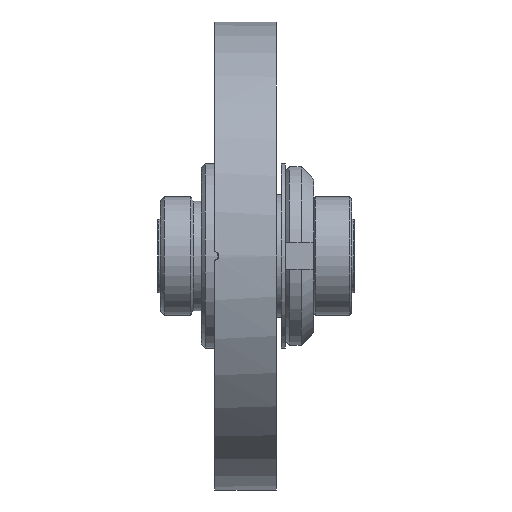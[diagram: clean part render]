
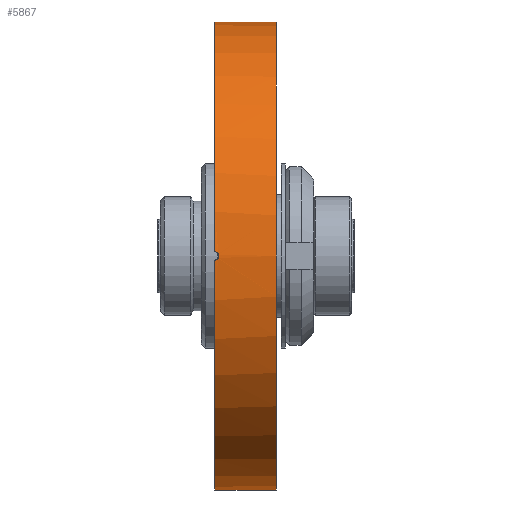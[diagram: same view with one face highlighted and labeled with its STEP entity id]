
A CAD part, left-side view. The second image highlights one B-rep face of the part: STEP entity #5867.
In plain terms, the highlighted cylindrical face has radius 57.15 mm (diameter 114.3 mm), a partial arc.
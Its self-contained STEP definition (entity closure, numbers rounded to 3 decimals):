
#16 = CARTESIAN_POINT ( 'NONE',  ( -57.141, 0., -1. ) ) ;
#37 = EDGE_CURVE ( 'NONE', #1933, #2171, #298, .T. ) ;
#104 = CIRCLE ( 'NONE', #1286, 57.15 ) ;
#243 = ORIENTED_EDGE ( 'NONE', *, *, #6832, .F. ) ;
#298 = CIRCLE ( 'NONE', #5530, 57.15 ) ;
#381 = ORIENTED_EDGE ( 'NONE', *, *, #3784, .F. ) ;
#388 = LINE ( 'NONE', #1592, #2628 ) ;
#394 = CARTESIAN_POINT ( 'NONE',  ( 0., -15., -57.15 ) ) ;
#572 = CARTESIAN_POINT ( 'NONE',  ( -57.147, -0.799, 0.615 ) ) ;
#576 = VECTOR ( 'NONE', #2007, 1000. ) ;
#615 = CARTESIAN_POINT ( 'NONE',  ( -57.148, -0.874, -0.503 ) ) ;
#813 = AXIS2_PLACEMENT_3D ( 'NONE', #5044, #1688, #7363 ) ;
#837 = VERTEX_POINT ( 'NONE', #4381 ) ;
#928 = CARTESIAN_POINT ( 'NONE',  ( 0., 0., -57.15 ) ) ;
#975 = VERTEX_POINT ( 'NONE', #16 ) ;
#1283 = ORIENTED_EDGE ( 'NONE', *, *, #37, .T. ) ;
#1284 = ORIENTED_EDGE ( 'NONE', *, *, #2641, .T. ) ;
#1286 = AXIS2_PLACEMENT_3D ( 'NONE', #2131, #2746, #3289 ) ;
#1549 = DIRECTION ( 'NONE',  ( 0., 1., 0. ) ) ;
#1592 = CARTESIAN_POINT ( 'NONE',  ( 0., -15., 57.15 ) ) ;
#1608 = B_SPLINE_CURVE_WITH_KNOTS ( 'NONE', 3,
 ( #4074, #1825, #4118, #7042, #6941, #572, #6404, #3508, #5833, #6478, #7472, #615, #2244, #3469, #4579, #7005 ),
 .UNSPECIFIED., .F., .F.,
 ( 4, 2, 2, 2, 2, 2, 2, 4 ),
 ( 0., 0., 0.001, 0.001, 0.002, 0.002, 0.002, 0.003 ),
 .UNSPECIFIED. ) ;
#1688 = DIRECTION ( 'NONE',  ( 0., 1., 0. ) ) ;
#1825 = CARTESIAN_POINT ( 'NONE',  ( -57.141, -0.132, 1. ) ) ;
#1933 = VERTEX_POINT ( 'NONE', #2825 ) ;
#2007 = DIRECTION ( 'NONE',  ( 0., 1., 0. ) ) ;
#2129 = LINE ( 'NONE', #394, #576 ) ;
#2131 = CARTESIAN_POINT ( 'NONE',  ( 0., 0., 0. ) ) ;
#2146 = VERTEX_POINT ( 'NONE', #928 ) ;
#2171 = VERTEX_POINT ( 'NONE', #2566 ) ;
#2244 = CARTESIAN_POINT ( 'NONE',  ( -57.147, -0.801, -0.613 ) ) ;
#2565 = EDGE_LOOP ( 'NONE', ( #6131, #1283, #3428, #381, #1284, #243 ) ) ;
#2566 = CARTESIAN_POINT ( 'NONE',  ( 0., -15., 57.15 ) ) ;
#2628 = VECTOR ( 'NONE', #5990, 1000. ) ;
#2641 = EDGE_CURVE ( 'NONE', #3006, #975, #1608, .T. ) ;
#2696 = CARTESIAN_POINT ( 'NONE',  ( 0., -15., 0. ) ) ;
#2746 = DIRECTION ( 'NONE',  ( 0., 1., 0. ) ) ;
#2825 = CARTESIAN_POINT ( 'NONE',  ( 0., -15., -57.15 ) ) ;
#2959 = FACE_OUTER_BOUND ( 'NONE', #2565, .T. ) ;
#3006 = VERTEX_POINT ( 'NONE', #5806 ) ;
#3158 = EDGE_CURVE ( 'NONE', #2171, #837, #388, .T. ) ;
#3289 = DIRECTION ( 'NONE',  ( 0., 0., 1. ) ) ;
#3291 = AXIS2_PLACEMENT_3D ( 'NONE', #6955, #5209, #5140 ) ;
#3428 = ORIENTED_EDGE ( 'NONE', *, *, #3158, .T. ) ;
#3469 = CARTESIAN_POINT ( 'NONE',  ( -57.143, -0.521, -0.893 ) ) ;
#3508 = CARTESIAN_POINT ( 'NONE',  ( -57.15, -0.974, 0.263 ) ) ;
#3784 = EDGE_CURVE ( 'NONE', #3006, #837, #4110, .T. ) ;
#4074 = CARTESIAN_POINT ( 'NONE',  ( -57.141, 0., 1. ) ) ;
#4110 = CIRCLE ( 'NONE', #813, 57.15 ) ;
#4118 = CARTESIAN_POINT ( 'NONE',  ( -57.142, -0.262, 0.974 ) ) ;
#4381 = CARTESIAN_POINT ( 'NONE',  ( 0., 0., 57.15 ) ) ;
#4579 = CARTESIAN_POINT ( 'NONE',  ( -57.141, -0.264, -1. ) ) ;
#5044 = CARTESIAN_POINT ( 'NONE',  ( 0., 0., 0. ) ) ;
#5140 = DIRECTION ( 'NONE',  ( 0., 0., 1. ) ) ;
#5209 = DIRECTION ( 'NONE',  ( 0., 1., 0. ) ) ;
#5530 = AXIS2_PLACEMENT_3D ( 'NONE', #2696, #1549, #6737 ) ;
#5806 = CARTESIAN_POINT ( 'NONE',  ( -57.141, 0., 1. ) ) ;
#5833 = CARTESIAN_POINT ( 'NONE',  ( -57.15, -1., 0.131 ) ) ;
#5867 = ADVANCED_FACE ( 'NONE', ( #2959 ), #6922, .T. ) ;
#5990 = DIRECTION ( 'NONE',  ( 0., 1., 0. ) ) ;
#6131 = ORIENTED_EDGE ( 'NONE', *, *, #6599, .F. ) ;
#6404 = CARTESIAN_POINT ( 'NONE',  ( -57.148, -0.874, 0.503 ) ) ;
#6478 = CARTESIAN_POINT ( 'NONE',  ( -57.15, -1., -0.13 ) ) ;
#6599 = EDGE_CURVE ( 'NONE', #1933, #2146, #2129, .T. ) ;
#6737 = DIRECTION ( 'NONE',  ( 0., 0., 1. ) ) ;
#6832 = EDGE_CURVE ( 'NONE', #2146, #975, #104, .T. ) ;
#6922 = CYLINDRICAL_SURFACE ( 'NONE', #3291, 57.15 ) ;
#6941 = CARTESIAN_POINT ( 'NONE',  ( -57.144, -0.615, 0.799 ) ) ;
#6955 = CARTESIAN_POINT ( 'NONE',  ( 0., -15., 0. ) ) ;
#7005 = CARTESIAN_POINT ( 'NONE',  ( -57.141, 0., -1. ) ) ;
#7042 = CARTESIAN_POINT ( 'NONE',  ( -57.143, -0.504, 0.874 ) ) ;
#7363 = DIRECTION ( 'NONE',  ( 0., 0., 1. ) ) ;
#7472 = CARTESIAN_POINT ( 'NONE',  ( -57.15, -0.974, -0.261 ) ) ;
